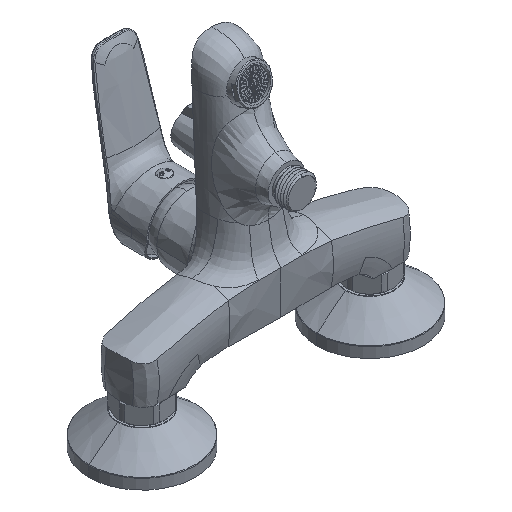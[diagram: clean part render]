
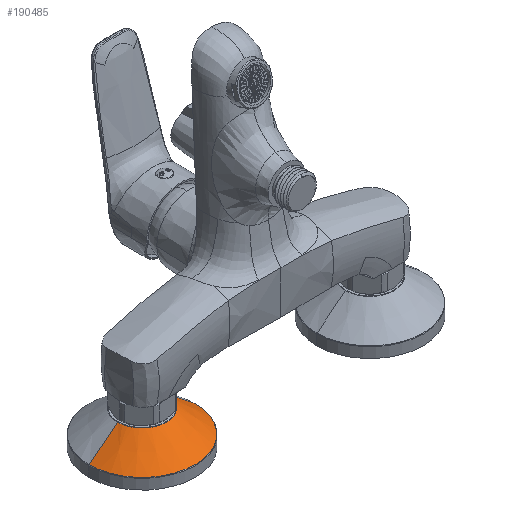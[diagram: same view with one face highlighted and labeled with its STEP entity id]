
A CAD part, isometric view. The second image highlights one B-rep face of the part: STEP entity #190485.
In plain terms, the highlighted conical face has half-angle 51.34 degrees and reference radius 34.812 mm.
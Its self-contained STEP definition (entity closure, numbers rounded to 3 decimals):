
#5631 = ORIENTED_EDGE ( 'NONE', *, *, #191823, .T. ) ;
#8694 = VECTOR ( 'NONE', #43188, 1000. ) ;
#16660 = CARTESIAN_POINT ( 'NONE',  ( -92.26, 0., 22.09 ) ) ;
#20230 = VERTEX_POINT ( 'NONE', #91006 ) ;
#27126 = CARTESIAN_POINT ( 'NONE',  ( -110.936, 0., 7.15 ) ) ;
#29025 = VERTEX_POINT ( 'NONE', #173944 ) ;
#36346 = EDGE_CURVE ( 'NONE', #29025, #129301, #94197, .T. ) ;
#41032 = CARTESIAN_POINT ( 'NONE',  ( -76.123, 0., 22.09 ) ) ;
#43188 = DIRECTION ( 'NONE',  ( 0.781, 0., -0.625 ) ) ;
#47038 = CARTESIAN_POINT ( 'NONE',  ( -76.123, 0., 7.15 ) ) ;
#63477 = DIRECTION ( 'NONE',  ( 1., 0., 0. ) ) ;
#65075 = DIRECTION ( 'NONE',  ( 1., 0., 0. ) ) ;
#69092 = CARTESIAN_POINT ( 'NONE',  ( -41.311, 0., 7.15 ) ) ;
#69487 = DIRECTION ( 'NONE',  ( 1., 0., 0. ) ) ;
#74026 = DIRECTION ( 'NONE',  ( 0., 0., -1. ) ) ;
#87596 = EDGE_CURVE ( 'NONE', #20230, #269890, #179697, .T. ) ;
#91006 = CARTESIAN_POINT ( 'NONE',  ( -59.986, 0., 22.09 ) ) ;
#94197 = CIRCLE ( 'NONE', #279129, 16.137 ) ;
#98804 = CARTESIAN_POINT ( 'NONE',  ( -110.936, 0., 7.15 ) ) ;
#99358 = CARTESIAN_POINT ( 'NONE',  ( -76.123, 0., 7.15 ) ) ;
#105614 = LINE ( 'NONE', #27126, #276579 ) ;
#108433 = AXIS2_PLACEMENT_3D ( 'NONE', #99358, #242593, #65075 ) ;
#129301 = VERTEX_POINT ( 'NONE', #16660 ) ;
#159777 = CIRCLE ( 'NONE', #207441, 34.812 ) ;
#171204 = VERTEX_POINT ( 'NONE', #98804 ) ;
#173944 = CARTESIAN_POINT ( 'NONE',  ( -59.987, -0.099, 22.09 ) ) ;
#176595 = ORIENTED_EDGE ( 'NONE', *, *, #36346, .T. ) ;
#179697 = LINE ( 'NONE', #244126, #8694 ) ;
#181012 = FACE_OUTER_BOUND ( 'NONE', #255627, .T. ) ;
#188853 = AXIS2_PLACEMENT_3D ( 'NONE', #41032, #197085, #63477 ) ;
#189949 = CIRCLE ( 'NONE', #188853, 16.137 ) ;
#190485 = ADVANCED_FACE ( 'NONE', ( #181012 ), #212433, .T. ) ;
#191823 = EDGE_CURVE ( 'NONE', #171204, #269890, #159777, .T. ) ;
#197085 = DIRECTION ( 'NONE',  ( 0., 0., -1. ) ) ;
#200371 = EDGE_CURVE ( 'NONE', #129301, #171204, #105614, .T. ) ;
#203075 = DIRECTION ( 'NONE',  ( 0., 0., 1. ) ) ;
#203431 = ORIENTED_EDGE ( 'NONE', *, *, #273002, .T. ) ;
#205573 = DIRECTION ( 'NONE',  ( -0.781, 0., -0.625 ) ) ;
#207441 = AXIS2_PLACEMENT_3D ( 'NONE', #47038, #203075, #69487 ) ;
#207586 = CARTESIAN_POINT ( 'NONE',  ( -76.123, 0., 22.09 ) ) ;
#212433 = CONICAL_SURFACE ( 'NONE', #108433, 34.812, 0.896 ) ;
#216459 = ORIENTED_EDGE ( 'NONE', *, *, #87596, .F. ) ;
#230078 = DIRECTION ( 'NONE',  ( 1., 0., 0. ) ) ;
#242593 = DIRECTION ( 'NONE',  ( 0., 0., -1. ) ) ;
#244126 = CARTESIAN_POINT ( 'NONE',  ( -41.311, 0., 7.15 ) ) ;
#255627 = EDGE_LOOP ( 'NONE', ( #176595, #264458, #5631, #216459, #203431 ) ) ;
#264458 = ORIENTED_EDGE ( 'NONE', *, *, #200371, .T. ) ;
#269890 = VERTEX_POINT ( 'NONE', #69092 ) ;
#273002 = EDGE_CURVE ( 'NONE', #20230, #29025, #189949, .T. ) ;
#276579 = VECTOR ( 'NONE', #205573, 1000. ) ;
#279129 = AXIS2_PLACEMENT_3D ( 'NONE', #207586, #74026, #230078 ) ;
